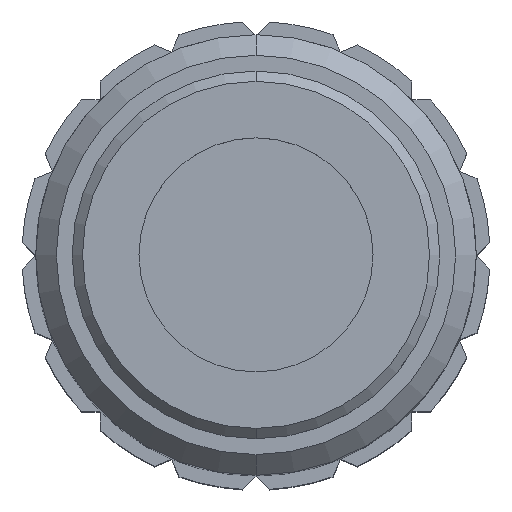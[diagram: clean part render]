
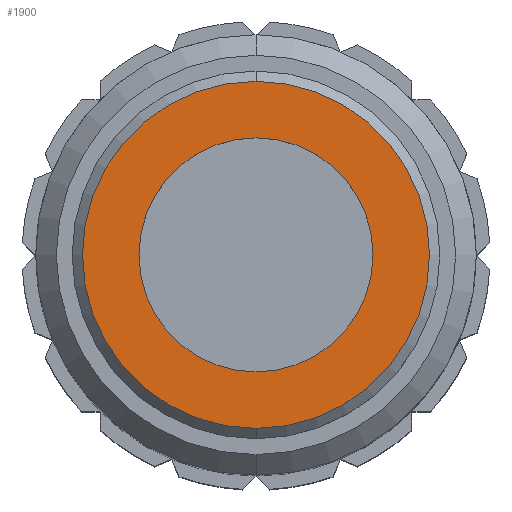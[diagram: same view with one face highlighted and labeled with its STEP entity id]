
A CAD part, top view. The second image highlights one B-rep face of the part: STEP entity #1900.
In plain terms, the highlighted planar face has unit normal (0, 0, 1).
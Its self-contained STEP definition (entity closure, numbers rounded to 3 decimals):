
#88 = ORIENTED_EDGE ( 'NONE', *, *, #4106, .T. ) ;
#128 = AXIS2_PLACEMENT_3D ( 'NONE', #3371, #3758, #1448 ) ;
#200 = DIRECTION ( 'NONE',  ( 0., 0., 1. ) ) ;
#359 = CARTESIAN_POINT ( 'NONE',  ( 0., 0., 80. ) ) ;
#412 = CARTESIAN_POINT ( 'NONE',  ( 0., 12.6, 80. ) ) ;
#488 = VERTEX_POINT ( 'NONE', #879 ) ;
#528 = DIRECTION ( 'NONE',  ( 0., 1., 0. ) ) ;
#879 = CARTESIAN_POINT ( 'NONE',  ( 0., 8.5, 80. ) ) ;
#946 = CARTESIAN_POINT ( 'NONE',  ( 0., 0., 80. ) ) ;
#986 = VERTEX_POINT ( 'NONE', #4806 ) ;
#1111 = DIRECTION ( 'NONE',  ( 0., 0., 1. ) ) ;
#1426 = CARTESIAN_POINT ( 'NONE',  ( 0., 0., 80. ) ) ;
#1448 = DIRECTION ( 'NONE',  ( 0., 1., 0. ) ) ;
#1862 = CIRCLE ( 'NONE', #4679, 8.5 ) ;
#1900 = ADVANCED_FACE ( 'NONE', ( #4115, #2314 ), #4526, .F. ) ;
#1962 = EDGE_LOOP ( 'NONE', ( #3066, #2041 ) ) ;
#2041 = ORIENTED_EDGE ( 'NONE', *, *, #4637, .F. ) ;
#2061 = CIRCLE ( 'NONE', #3182, 12.6 ) ;
#2199 = EDGE_CURVE ( 'NONE', #4477, #2642, #2061, .T. ) ;
#2314 = FACE_BOUND ( 'NONE', #1962, .T. ) ;
#2536 = CIRCLE ( 'NONE', #3118, 8.5 ) ;
#2642 = VERTEX_POINT ( 'NONE', #3943 ) ;
#3006 = DIRECTION ( 'NONE',  ( 0., 0., 1. ) ) ;
#3066 = ORIENTED_EDGE ( 'NONE', *, *, #3486, .F. ) ;
#3118 = AXIS2_PLACEMENT_3D ( 'NONE', #1426, #3006, #4179 ) ;
#3182 = AXIS2_PLACEMENT_3D ( 'NONE', #946, #200, #528 ) ;
#3371 = CARTESIAN_POINT ( 'NONE',  ( 0., 13.35, 80. ) ) ;
#3439 = CARTESIAN_POINT ( 'NONE',  ( 0., 0., 80. ) ) ;
#3486 = EDGE_CURVE ( 'NONE', #986, #488, #2536, .T. ) ;
#3674 = EDGE_LOOP ( 'NONE', ( #4079, #88 ) ) ;
#3758 = DIRECTION ( 'NONE',  ( 0., 0., -1. ) ) ;
#3828 = DIRECTION ( 'NONE',  ( 0., 0., 1. ) ) ;
#3943 = CARTESIAN_POINT ( 'NONE',  ( 0., -12.6, 80. ) ) ;
#4079 = ORIENTED_EDGE ( 'NONE', *, *, #2199, .T. ) ;
#4106 = EDGE_CURVE ( 'NONE', #2642, #4477, #4390, .T. ) ;
#4115 = FACE_OUTER_BOUND ( 'NONE', #3674, .T. ) ;
#4173 = DIRECTION ( 'NONE',  ( 0., -1., 0. ) ) ;
#4179 = DIRECTION ( 'NONE',  ( 0., -1., 0. ) ) ;
#4287 = AXIS2_PLACEMENT_3D ( 'NONE', #359, #1111, #4578 ) ;
#4390 = CIRCLE ( 'NONE', #4287, 12.6 ) ;
#4477 = VERTEX_POINT ( 'NONE', #412 ) ;
#4526 = PLANE ( 'NONE',  #128 ) ;
#4578 = DIRECTION ( 'NONE',  ( 0., 1., 0. ) ) ;
#4637 = EDGE_CURVE ( 'NONE', #488, #986, #1862, .T. ) ;
#4679 = AXIS2_PLACEMENT_3D ( 'NONE', #3439, #3828, #4173 ) ;
#4806 = CARTESIAN_POINT ( 'NONE',  ( 0., -8.5, 80. ) ) ;
